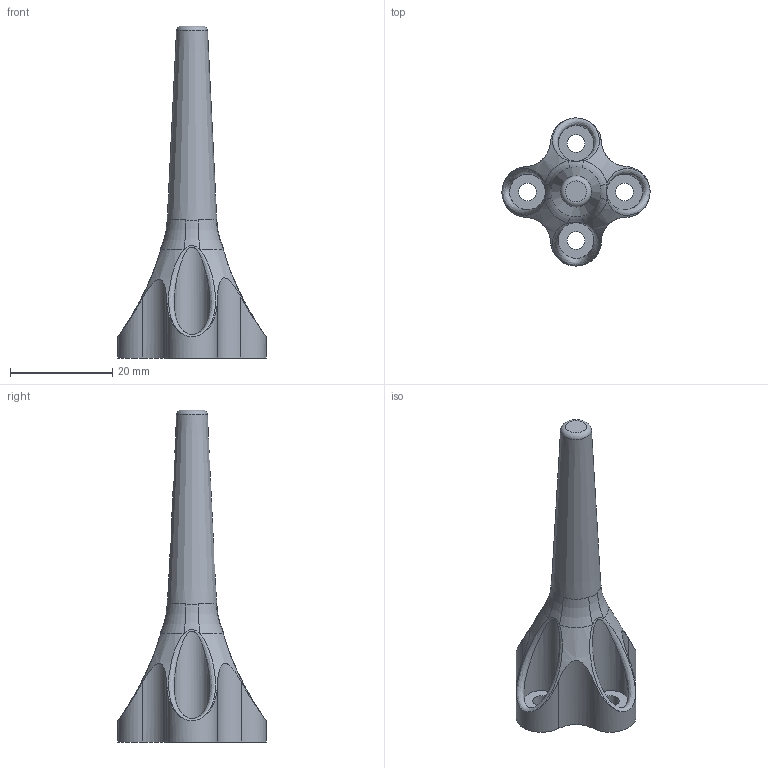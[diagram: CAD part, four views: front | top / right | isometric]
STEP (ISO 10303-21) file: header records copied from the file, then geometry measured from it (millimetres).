
FILE_DESCRIPTION(/* description */ (''),/* implementation_level */ '2;1');
FILE_NAME(/* name */ 'Pad_racing v1.step',/* time_stamp */ '2024-06-06T21:18:08+03:00',/* author */ (''),/* organization */ (''),/* preprocessor_version */ 'ST-DEVELOPER v20',/* originating_system */ 'Autodesk Translation Framework v12.14.0.127',/* authorisation */ '');
FILE_SCHEMA (('AUTOMOTIVE_DESIGN { 1 0 10303 214 3 1 1 }'));
Length unit declared in the file: millimetre
Products named in the file (1): Pad_racing
Bounding box: 29 x 29 x 65 mm (x, y, z)
Volume: 7789.1 mm3; surface area: 3813.8 mm2
Topology: 1 solids, 1 shells, 40 faces, 106 edges, 68 vertices
Faces by surface type: cylinder 16, bspline 8, plane 6, torus 5, cone 5
Full cylindrical faces by diameter (mm): 3.5 x4
Entity records: 2770 total; most frequent: CARTESIAN_POINT 1808, ORIENTED_EDGE 212, DIRECTION 167, EDGE_CURVE 106, AXIS2_PLACEMENT_3D 77, VERTEX_POINT 68, B_SPLINE_CURVE_WITH_KNOTS 49, EDGE_LOOP 48
